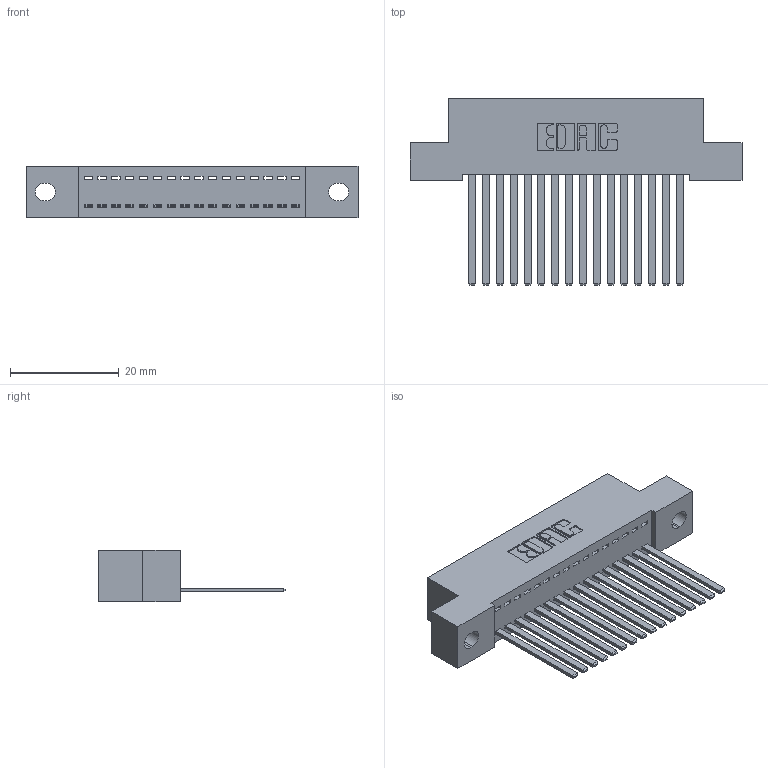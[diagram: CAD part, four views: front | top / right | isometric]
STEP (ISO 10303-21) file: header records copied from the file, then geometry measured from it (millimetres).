
FILE_DESCRIPTION (( 'STEP AP203' ), '1' );
FILE_NAME ('392-016-544-102.STEP', '2019-10-07T03:18:11', ( '' ), ( '' ), 'SwSTEP 2.0', 'SolidWorks 2016', '' );
FILE_SCHEMA (( 'CONFIG_CONTROL_DESIGN' ));
Length unit declared in the file: inch
Products named in the file (3): 342 Part_.128 Slot; 345-292-001_345-293-144; 392-016-544-102
Assembly tree (17 placements, depth 2):
  392-016-544-102
    342 Part_.128 Slot
    345-292-001_345-293-144  x16
Bounding box: 60.96 x 34.3 x 9.4 mm (x, y, z)
Volume: 5382.4 mm3; surface area: 7705.3 mm2
Topology: 17 solids, 17 shells, 946 faces, 2839 edges, 1870 vertices
Faces by surface type: plane 678, cylinder 268
Entity records: 12963 total; most frequent: CARTESIAN_POINT 2246, ORIENTED_EDGE 2198, DIRECTION 1943, EDGE_CURVE 1099, VECTOR 975, LINE 975, VERTEX_POINT 730, AXIS2_PLACEMENT_3D 484
